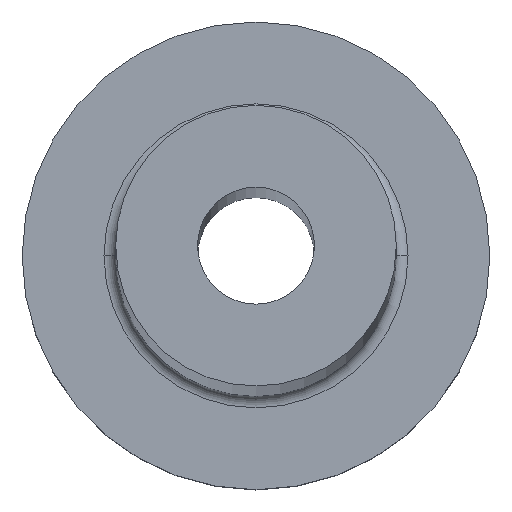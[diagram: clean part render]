
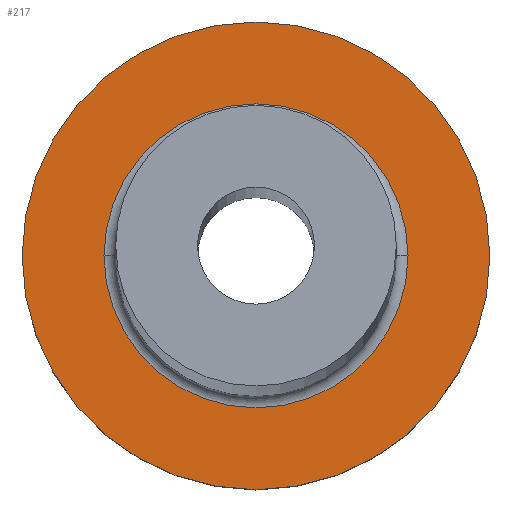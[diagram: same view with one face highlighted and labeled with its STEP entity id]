
A CAD part, top view. The second image highlights one B-rep face of the part: STEP entity #217.
In plain terms, the highlighted planar face has unit normal (0, 0, 1).
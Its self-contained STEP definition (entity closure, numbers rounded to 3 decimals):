
#2 = CARTESIAN_POINT ( 'NONE',  ( 10., 0., 7. ) ) ;
#8 = EDGE_LOOP ( 'NONE', ( #254, #286 ) ) ;
#11 = CARTESIAN_POINT ( 'NONE',  ( 6.5, 0., 7. ) ) ;
#12 = VERTEX_POINT ( 'NONE', #2 ) ;
#13 = DIRECTION ( 'NONE',  ( 0., 0., -1. ) ) ;
#14 = AXIS2_PLACEMENT_3D ( 'NONE', #241, #294, #61 ) ;
#38 = CARTESIAN_POINT ( 'NONE',  ( 0., 0., 7. ) ) ;
#39 = AXIS2_PLACEMENT_3D ( 'NONE', #131, #250, #367 ) ;
#46 = CIRCLE ( 'NONE', #152, 6.5 ) ;
#61 = DIRECTION ( 'NONE',  ( 1., 0., 0. ) ) ;
#67 = FACE_BOUND ( 'NONE', #8, .T. ) ;
#68 = CARTESIAN_POINT ( 'NONE',  ( -6.5, 0., 7. ) ) ;
#71 = EDGE_CURVE ( 'NONE', #310, #12, #318, .T. ) ;
#77 = EDGE_CURVE ( 'NONE', #136, #194, #301, .T. ) ;
#106 = ORIENTED_EDGE ( 'NONE', *, *, #259, .T. ) ;
#111 = ORIENTED_EDGE ( 'NONE', *, *, #71, .T. ) ;
#131 = CARTESIAN_POINT ( 'NONE',  ( 0., 0., 7. ) ) ;
#133 = DIRECTION ( 'NONE',  ( 1., 0., 0. ) ) ;
#136 = VERTEX_POINT ( 'NONE', #68 ) ;
#140 = EDGE_CURVE ( 'NONE', #194, #136, #46, .T. ) ;
#143 = AXIS2_PLACEMENT_3D ( 'NONE', #356, #299, #149 ) ;
#149 = DIRECTION ( 'NONE',  ( 1., 0., 0. ) ) ;
#152 = AXIS2_PLACEMENT_3D ( 'NONE', #38, #13, #133 ) ;
#194 = VERTEX_POINT ( 'NONE', #11 ) ;
#217 = ADVANCED_FACE ( 'NONE', ( #67, #331 ), #304, .T. ) ;
#241 = CARTESIAN_POINT ( 'NONE',  ( 0., 0., 7. ) ) ;
#243 = AXIS2_PLACEMENT_3D ( 'NONE', #245, #305, #256 ) ;
#245 = CARTESIAN_POINT ( 'NONE',  ( 0., 0., 7. ) ) ;
#250 = DIRECTION ( 'NONE',  ( 0., 0., 1. ) ) ;
#254 = ORIENTED_EDGE ( 'NONE', *, *, #140, .T. ) ;
#256 = DIRECTION ( 'NONE',  ( 1., 0., 0. ) ) ;
#259 = EDGE_CURVE ( 'NONE', #12, #310, #297, .T. ) ;
#260 = EDGE_LOOP ( 'NONE', ( #111, #106 ) ) ;
#286 = ORIENTED_EDGE ( 'NONE', *, *, #77, .T. ) ;
#294 = DIRECTION ( 'NONE',  ( 0., 0., 1. ) ) ;
#297 = CIRCLE ( 'NONE', #243, 10. ) ;
#299 = DIRECTION ( 'NONE',  ( 0., 0., -1. ) ) ;
#301 = CIRCLE ( 'NONE', #143, 6.5 ) ;
#304 = PLANE ( 'NONE',  #39 ) ;
#305 = DIRECTION ( 'NONE',  ( 0., 0., 1. ) ) ;
#310 = VERTEX_POINT ( 'NONE', #371 ) ;
#318 = CIRCLE ( 'NONE', #14, 10. ) ;
#331 = FACE_OUTER_BOUND ( 'NONE', #260, .T. ) ;
#356 = CARTESIAN_POINT ( 'NONE',  ( 0., 0., 7. ) ) ;
#367 = DIRECTION ( 'NONE',  ( 1., 0., 0. ) ) ;
#371 = CARTESIAN_POINT ( 'NONE',  ( -10., 0., 7. ) ) ;
